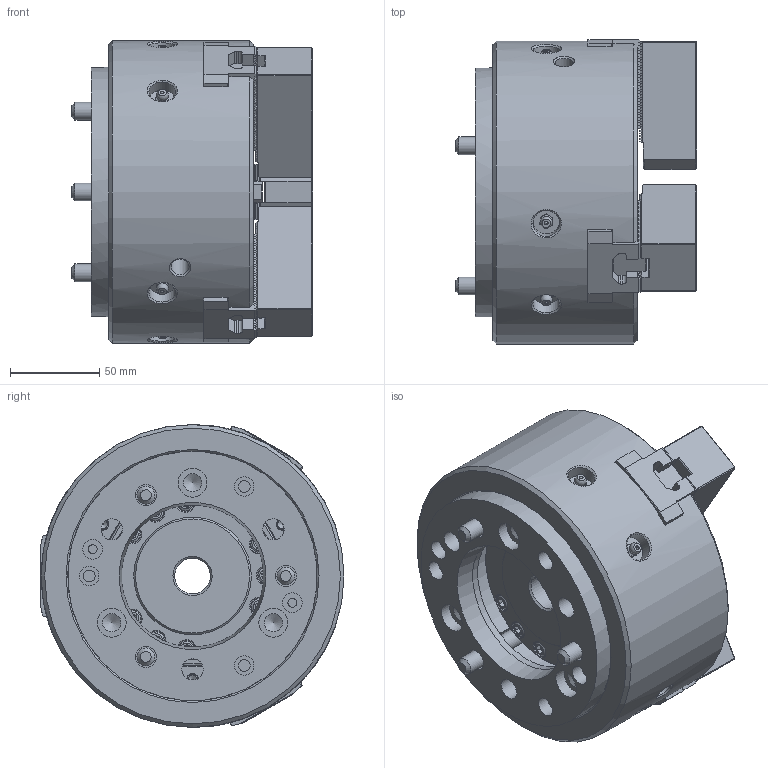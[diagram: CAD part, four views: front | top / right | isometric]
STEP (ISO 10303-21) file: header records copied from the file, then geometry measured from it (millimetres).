
FILE_DESCRIPTION(/* description */ ('Unknown'),/* implementation_level */ '2;1');
FILE_NAME(/* name */ 'BB206A5 SOLID',/* time_stamp */ '2017-03-30T09:04:19+01:00',/* author */ ('Unknown'),/* organization */ ('Unknown'),/* preprocessor_version */ 'ST-DEVELOPER v16.7',/* originating_system */ 'DEX',/* authorisation */ $);
FILE_SCHEMA (('AUTOMOTIVE_DESIGN {1 0 10303 214 3 1 1}'));
Products named in the file (1): BB206A5
Bounding box: 135.35 x 170.61 x 170 mm (x, y, z)
Volume: 1744817.7 mm3; surface area: 277357.8 mm2
Topology: 1 solids, 27 shells, 3103 faces, 9706 edges, 6174 vertices
Faces by surface type: plane 2351, cylinder 354, cone 274, torus 58, bspline 42, sphere 24
Full cylindrical faces by diameter (mm): 2 x6, 3 x12, 4.134 x3, 4.2 x9, 4.917 x3, 5 x39, 5.5 x12, 6 x22, 6.6 x3, 7 x6, 8.5 x9, 9.5 x12, 10 x14, 10.3 x3, 10.6 x2, 11 x11, 12 x9, 15 x6, 16.28 x3, 17 x12, 20 x1, 53 x1, 55 x2, 60.5 x1, 63.8 x1, 64 x1, 66 x1, 70.5 x1, 71 x1, 79.8 x1
Entity records: 125603 total; most frequent: CARTESIAN_POINT 20397, ORIENTED_EDGE 17982, DIRECTION 16172, EDGE_CURVE 8991, LINE 7066, VECTOR 7066, VERTEX_POINT 5951, AXIS2_PLACEMENT_3D 4553
